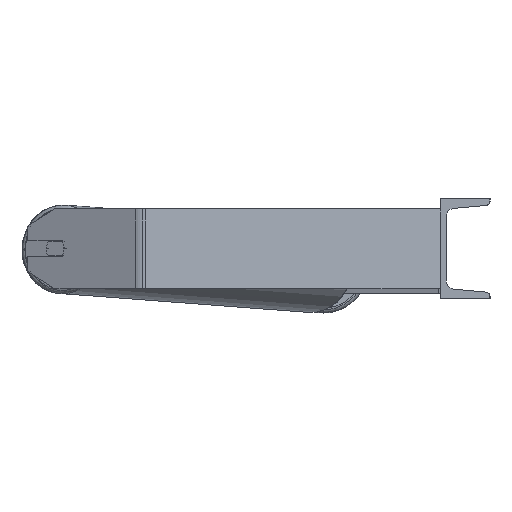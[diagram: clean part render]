
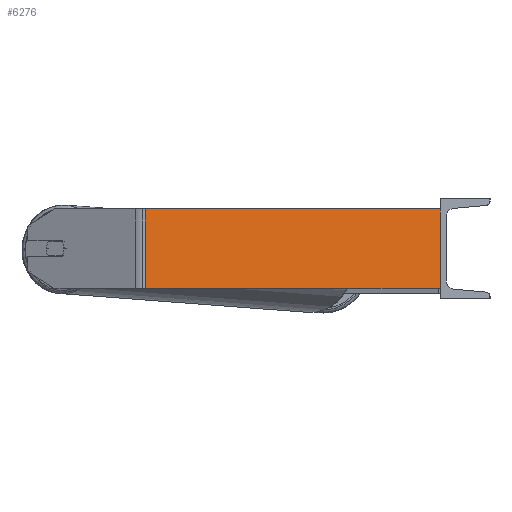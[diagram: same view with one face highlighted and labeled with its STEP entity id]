
A CAD part, left-side view. The second image highlights one B-rep face of the part: STEP entity #6276.
In plain terms, the highlighted planar face has unit normal (-0.985, -0.174, 0).
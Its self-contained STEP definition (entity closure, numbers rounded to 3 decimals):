
#242 = VECTOR ( 'NONE', #750, 1000. ) ;
#417 = AXIS2_PLACEMENT_3D ( 'NONE', #6853, #1253, #509 ) ;
#509 = DIRECTION ( 'NONE',  ( -0.174, 0.985, 0. ) ) ;
#750 = DIRECTION ( 'NONE',  ( 0.174, -0.985, 0. ) ) ;
#1086 = EDGE_LOOP ( 'NONE', ( #1875, #7373, #7582, #3360 ) ) ;
#1253 = DIRECTION ( 'NONE',  ( 0.985, 0.174, 0. ) ) ;
#1436 = VERTEX_POINT ( 'NONE', #3302 ) ;
#1662 = DIRECTION ( 'NONE',  ( 0., 0., -1. ) ) ;
#1875 = ORIENTED_EDGE ( 'NONE', *, *, #4247, .T. ) ;
#2142 = DIRECTION ( 'NONE',  ( 0.174, -0.985, 0. ) ) ;
#2189 = LINE ( 'NONE', #4250, #6335 ) ;
#3302 = CARTESIAN_POINT ( 'NONE',  ( -885., 0., 40. ) ) ;
#3360 = ORIENTED_EDGE ( 'NONE', *, *, #5814, .T. ) ;
#3418 = CARTESIAN_POINT ( 'NONE',  ( -937.114, 295.553, 40. ) ) ;
#3502 = LINE ( 'NONE', #4213, #242 ) ;
#3703 = LINE ( 'NONE', #5805, #4388 ) ;
#3717 = EDGE_CURVE ( 'NONE', #1436, #7111, #3703, .T. ) ;
#4082 = FACE_OUTER_BOUND ( 'NONE', #1086, .T. ) ;
#4213 = CARTESIAN_POINT ( 'NONE',  ( -937.99, 300.522, 40. ) ) ;
#4247 = EDGE_CURVE ( 'NONE', #4738, #7111, #2189, .T. ) ;
#4250 = CARTESIAN_POINT ( 'NONE',  ( -937.99, 300.522, -40. ) ) ;
#4272 = EDGE_CURVE ( 'NONE', #6259, #1436, #3502, .T. ) ;
#4388 = VECTOR ( 'NONE', #1662, 1000. ) ;
#4692 = CARTESIAN_POINT ( 'NONE',  ( -937.114, 295.553, 40. ) ) ;
#4738 = VERTEX_POINT ( 'NONE', #5919 ) ;
#4746 = PLANE ( 'NONE',  #417 ) ;
#5373 = CARTESIAN_POINT ( 'NONE',  ( -885., 0., -40. ) ) ;
#5805 = CARTESIAN_POINT ( 'NONE',  ( -885., 0., 40. ) ) ;
#5814 = EDGE_CURVE ( 'NONE', #6259, #4738, #6116, .T. ) ;
#5919 = CARTESIAN_POINT ( 'NONE',  ( -937.114, 295.553, -40. ) ) ;
#6116 = LINE ( 'NONE', #3418, #7505 ) ;
#6259 = VERTEX_POINT ( 'NONE', #4692 ) ;
#6276 = ADVANCED_FACE ( 'NONE', ( #4082 ), #4746, .F. ) ;
#6335 = VECTOR ( 'NONE', #2142, 1000. ) ;
#6853 = CARTESIAN_POINT ( 'NONE',  ( -937.99, 300.522, 40. ) ) ;
#7111 = VERTEX_POINT ( 'NONE', #5373 ) ;
#7373 = ORIENTED_EDGE ( 'NONE', *, *, #3717, .F. ) ;
#7505 = VECTOR ( 'NONE', #7661, 1000. ) ;
#7582 = ORIENTED_EDGE ( 'NONE', *, *, #4272, .F. ) ;
#7661 = DIRECTION ( 'NONE',  ( 0., 0., -1. ) ) ;
